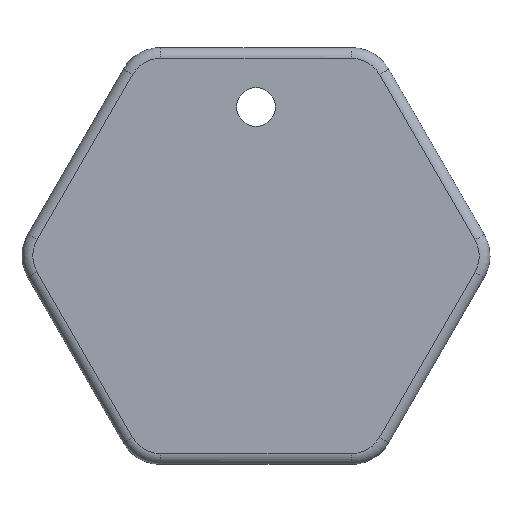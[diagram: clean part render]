
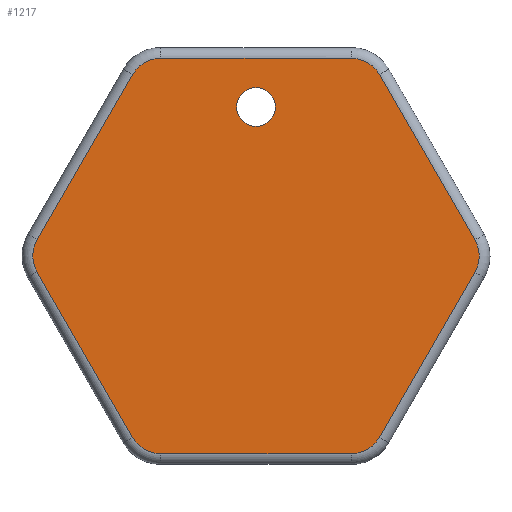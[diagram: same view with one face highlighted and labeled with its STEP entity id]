
A CAD part, top view. The second image highlights one B-rep face of the part: STEP entity #1217.
In plain terms, the highlighted planar face has unit normal (0, 0, 1).
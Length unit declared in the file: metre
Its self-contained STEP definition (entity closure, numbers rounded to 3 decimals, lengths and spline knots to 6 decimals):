
#142=LINE('',#2036,#218);
#143=LINE('',#2040,#219);
#144=LINE('',#2044,#220);
#145=LINE('',#2048,#221);
#146=LINE('',#2052,#222);
#147=LINE('',#2056,#223);
#218=VECTOR('',#1529,1.);
#219=VECTOR('',#1532,1.);
#220=VECTOR('',#1535,1.);
#221=VECTOR('',#1538,1.);
#222=VECTOR('',#1541,1.);
#223=VECTOR('',#1544,1.);
#271=PLANE('',#1323);
#441=ORIENTED_EDGE('',*,*,#660,.F.);
#442=ORIENTED_EDGE('',*,*,#764,.F.);
#443=ORIENTED_EDGE('',*,*,#765,.F.);
#444=ORIENTED_EDGE('',*,*,#766,.F.);
#445=ORIENTED_EDGE('',*,*,#767,.F.);
#446=ORIENTED_EDGE('',*,*,#768,.F.);
#447=ORIENTED_EDGE('',*,*,#769,.F.);
#448=ORIENTED_EDGE('',*,*,#770,.F.);
#449=ORIENTED_EDGE('',*,*,#771,.F.);
#450=ORIENTED_EDGE('',*,*,#772,.F.);
#451=ORIENTED_EDGE('',*,*,#773,.F.);
#452=ORIENTED_EDGE('',*,*,#774,.F.);
#453=ORIENTED_EDGE('',*,*,#775,.F.);
#660=EDGE_CURVE('',#846,#846,#967,.T.);
#764=EDGE_CURVE('',#925,#926,#988,.T.);
#765=EDGE_CURVE('',#927,#925,#142,.T.);
#766=EDGE_CURVE('',#928,#927,#989,.T.);
#767=EDGE_CURVE('',#929,#928,#143,.T.);
#768=EDGE_CURVE('',#930,#929,#990,.T.);
#769=EDGE_CURVE('',#931,#930,#144,.T.);
#770=EDGE_CURVE('',#932,#931,#991,.T.);
#771=EDGE_CURVE('',#933,#932,#145,.T.);
#772=EDGE_CURVE('',#934,#933,#992,.T.);
#773=EDGE_CURVE('',#935,#934,#146,.T.);
#774=EDGE_CURVE('',#936,#935,#993,.T.);
#775=EDGE_CURVE('',#926,#936,#147,.T.);
#846=VERTEX_POINT('',#1690);
#925=VERTEX_POINT('',#2034);
#926=VERTEX_POINT('',#2035);
#927=VERTEX_POINT('',#2037);
#928=VERTEX_POINT('',#2039);
#929=VERTEX_POINT('',#2041);
#930=VERTEX_POINT('',#2043);
#931=VERTEX_POINT('',#2045);
#932=VERTEX_POINT('',#2047);
#933=VERTEX_POINT('',#2049);
#934=VERTEX_POINT('',#2051);
#935=VERTEX_POINT('',#2053);
#936=VERTEX_POINT('',#2055);
#967=CIRCLE('',#1277,0.006);
#988=CIRCLE('',#1324,0.009975);
#989=CIRCLE('',#1325,0.009975);
#990=CIRCLE('',#1326,0.009975);
#991=CIRCLE('',#1327,0.009975);
#992=CIRCLE('',#1328,0.009975);
#993=CIRCLE('',#1329,0.009975);
#1043=EDGE_LOOP('',(#441));
#1044=EDGE_LOOP('',(#442,#443,#444,#445,#446,#447,#448,#449,#450,#451,#452,
#453));
#1122=FACE_BOUND('',#1043,.T.);
#1123=FACE_BOUND('',#1044,.T.);
#1217=ADVANCED_FACE('',(#1122,#1123),#271,.F.);
#1277=AXIS2_PLACEMENT_3D('',#1689,#1391,#1392);
#1323=AXIS2_PLACEMENT_3D('',#2032,#1525,#1526);
#1324=AXIS2_PLACEMENT_3D('',#2033,#1527,#1528);
#1325=AXIS2_PLACEMENT_3D('',#2038,#1530,#1531);
#1326=AXIS2_PLACEMENT_3D('',#2042,#1533,#1534);
#1327=AXIS2_PLACEMENT_3D('',#2046,#1536,#1537);
#1328=AXIS2_PLACEMENT_3D('',#2050,#1539,#1540);
#1329=AXIS2_PLACEMENT_3D('',#2054,#1542,#1543);
#1391=DIRECTION('',(0.,0.,1.));
#1392=DIRECTION('',(1.,0.,0.));
#1525=DIRECTION('',(0.,0.,-1.));
#1526=DIRECTION('',(-0.5,-0.866,0.));
#1527=DIRECTION('',(0.,0.,-1.));
#1528=DIRECTION('',(-0.5,-0.866,0.));
#1529=DIRECTION('',(-1.,0.,0.));
#1530=DIRECTION('',(0.,0.,-1.));
#1531=DIRECTION('',(-0.5,-0.866,0.));
#1532=DIRECTION('',(-0.5,-0.866,0.));
#1533=DIRECTION('',(0.,0.,-1.));
#1534=DIRECTION('',(-0.5,-0.866,0.));
#1535=DIRECTION('',(0.5,-0.866,0.));
#1536=DIRECTION('',(0.,0.,-1.));
#1537=DIRECTION('',(-0.5,-0.866,0.));
#1538=DIRECTION('',(1.,0.,0.));
#1539=DIRECTION('',(0.,0.,-1.));
#1540=DIRECTION('',(-0.5,-0.866,0.));
#1541=DIRECTION('',(0.5,0.866,0.));
#1542=DIRECTION('',(0.,0.,-1.));
#1543=DIRECTION('',(-0.5,-0.866,0.));
#1544=DIRECTION('',(-0.5,0.866,0.));
#1689=CARTESIAN_POINT('',(-1.019088,-0.606353,0.486542));
#1690=CARTESIAN_POINT('',(-1.013088,-0.606353,0.486542));
#2032=CARTESIAN_POINT('',(-1.019104,-0.652254,0.486542));
#2033=CARTESIAN_POINT('',(-1.04852,-0.703165,0.486542));
#2034=CARTESIAN_POINT('',(-1.048525,-0.71314,0.486542));
#2035=CARTESIAN_POINT('',(-1.057159,-0.708151,0.486542));
#2036=CARTESIAN_POINT('',(-1.019134,-0.713154,0.486542));
#2037=CARTESIAN_POINT('',(-0.989715,-0.713169,0.486542));
#2038=CARTESIAN_POINT('',(-0.98971,-0.703194,0.486542));
#2039=CARTESIAN_POINT('',(-0.981073,-0.708184,0.486542));
#2040=CARTESIAN_POINT('',(-0.966364,-0.682726,0.486542));
#2041=CARTESIAN_POINT('',(-0.951655,-0.657268,0.486542));
#2042=CARTESIAN_POINT('',(-0.960292,-0.652278,0.486542));
#2043=CARTESIAN_POINT('',(-0.951652,-0.647291,0.486542));
#2044=CARTESIAN_POINT('',(-0.966349,-0.621826,0.486542));
#2045=CARTESIAN_POINT('',(-0.981049,-0.596356,0.486542));
#2046=CARTESIAN_POINT('',(-0.989688,-0.601342,0.486542));
#2047=CARTESIAN_POINT('',(-0.989683,-0.591367,0.486542));
#2048=CARTESIAN_POINT('',(-1.019091,-0.591353,0.486542));
#2049=CARTESIAN_POINT('',(-1.048493,-0.591339,0.486542));
#2050=CARTESIAN_POINT('',(-1.048498,-0.601314,0.486542));
#2051=CARTESIAN_POINT('',(-1.057135,-0.596323,0.486542));
#2052=CARTESIAN_POINT('',(-1.071844,-0.621782,0.486542));
#2053=CARTESIAN_POINT('',(-1.086553,-0.64724,0.486542));
#2054=CARTESIAN_POINT('',(-1.077916,-0.65223,0.486542));
#2055=CARTESIAN_POINT('',(-1.086556,-0.657216,0.486542));
#2056=CARTESIAN_POINT('',(-1.071851,-0.682696,0.486542));
